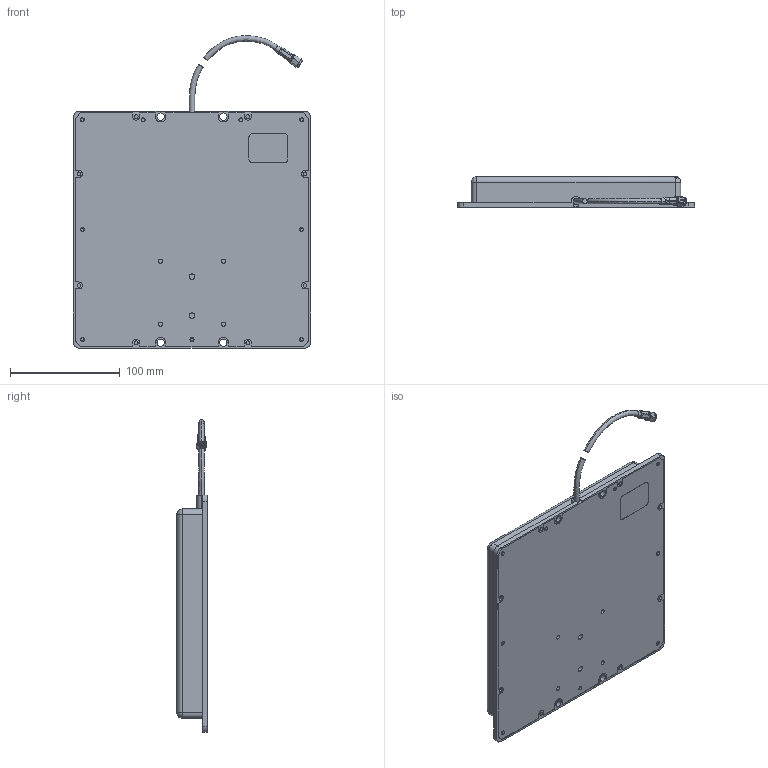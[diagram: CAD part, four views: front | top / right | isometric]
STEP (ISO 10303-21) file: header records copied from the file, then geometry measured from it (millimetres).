
FILE_DESCRIPTION (( 'STEP AP214' ), '1' );
FILE_NAME ('HG908PCL-SM.STEP', '2012-11-08T21:07:40', ( 'x' ), ( '' ), 'SwSTEP 2.0', 'SolidWorks 2012', '' );
FILE_SCHEMA (( 'AUTOMOTIVE_DESIGN' ));
Length unit declared in the file: inch
Products named in the file (6): ASM-1708; HEATSH-HEX_stepd_195White; 195_CABLE CUT; XF072-1001110; XF117-1021100; HG908PCL-SM
Assembly tree (5 placements, depth 2):
  HG908PCL-SM
    XF117-1021100
    XF072-1001110
    195_CABLE CUT
    HEATSH-HEX_stepd_195White
    ASM-1708
Bounding box: 215.9 x 27.81 x 284.43 mm (x, y, z)
Volume: 242991.4 mm3; surface area: 232284.3 mm2
Topology: 6 solids, 6 shells, 573 faces, 1390 edges, 879 vertices
Faces by surface type: cylinder 233, plane 218, cone 60, torus 42, sphere 11, bspline 9
Entity records: 24673 total; most frequent: CARTESIAN_POINT 4216, DIRECTION 3051, ORIENTED_EDGE 2758, EDGE_CURVE 1379, AXIS2_PLACEMENT_3D 1172, VERTEX_POINT 877, LINE 707, VECTOR 707
